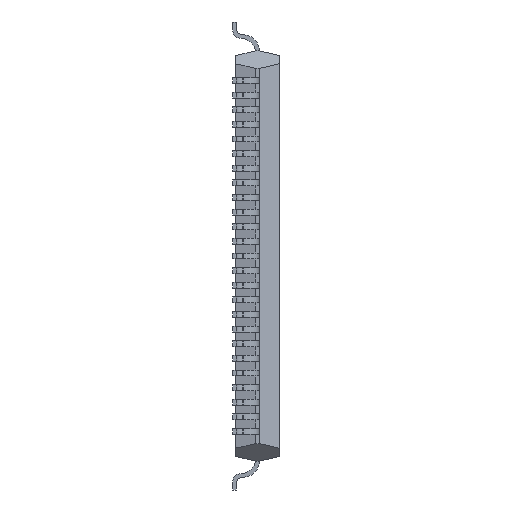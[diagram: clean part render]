
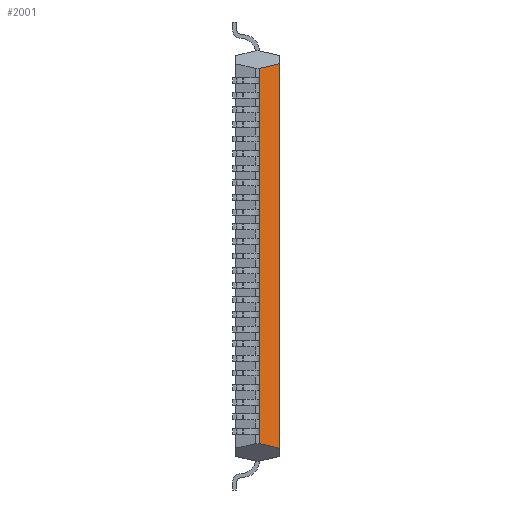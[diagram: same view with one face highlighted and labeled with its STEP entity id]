
A CAD part, left-side view. The second image highlights one B-rep face of the part: STEP entity #2001.
In plain terms, the highlighted planar face has unit normal (-0.974, -0.226, 0).
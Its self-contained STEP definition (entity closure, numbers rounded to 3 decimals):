
#2001=ADVANCED_FACE('',(#14765),#14767,.T.);
#14765=FACE_BOUND('',#14766,.T.);
#14766=EDGE_LOOP('',(#25121,#25122,#25123,#25124));
#14767=PLANE('',#14768);
#14768=AXIS2_PLACEMENT_3D('',#14769,#14770,#14771);
#14769=CARTESIAN_POINT('',(-6.854,-0.75,7.013));
#14770=DIRECTION('',(-0.974,-0.226,0.));
#14771=DIRECTION('',(-0.226,0.974,0.));
#25121=ORIENTED_EDGE('',*,*,#33141,.F.);
#25122=ORIENTED_EDGE('',*,*,#33142,.F.);
#25123=ORIENTED_EDGE('',*,*,#32477,.F.);
#25124=ORIENTED_EDGE('',*,*,#33140,.F.);
#32477=EDGE_CURVE('',#36734,#36736,#36737,.F.);
#33140=EDGE_CURVE('',#37849,#36734,#37851,.T.);
#33141=EDGE_CURVE('',#37852,#37849,#37853,.F.);
#33142=EDGE_CURVE('',#36736,#37852,#37854,.T.);
#36734=VERTEX_POINT('',#43741);
#36736=VERTEX_POINT('',#43745);
#36737=LINE('',#43746,#43747);
#37849=VERTEX_POINT('',#46213);
#37851=LINE('',#46217,#46218);
#37852=VERTEX_POINT('',#46220);
#37853=LINE('',#46221,#46222);
#37854=LINE('',#46224,#46225);
#43741=CARTESIAN_POINT('',(-6.854,-0.75,6.572));
#43745=CARTESIAN_POINT('',(-6.854,-0.75,-6.572));
#43746=CARTESIAN_POINT('',(-6.854,-0.75,-6.572));
#43747=VECTOR('',#43748,1.);
#43748=DIRECTION('',(0.,0.,1.));
#46213=CARTESIAN_POINT('',(-7.013,-0.064,6.413));
#46217=CARTESIAN_POINT('',(-7.013,-0.064,6.413));
#46218=VECTOR('',#46219,1.);
#46219=DIRECTION('',(0.22,-0.95,0.22));
#46220=CARTESIAN_POINT('',(-7.013,-0.064,-6.413));
#46221=CARTESIAN_POINT('',(-7.013,-0.064,6.413));
#46222=VECTOR('',#46223,1.);
#46223=DIRECTION('',(0.,0.,-1.));
#46224=CARTESIAN_POINT('',(-6.854,-0.75,-6.572));
#46225=VECTOR('',#46226,1.);
#46226=DIRECTION('',(-0.22,0.95,0.22));
